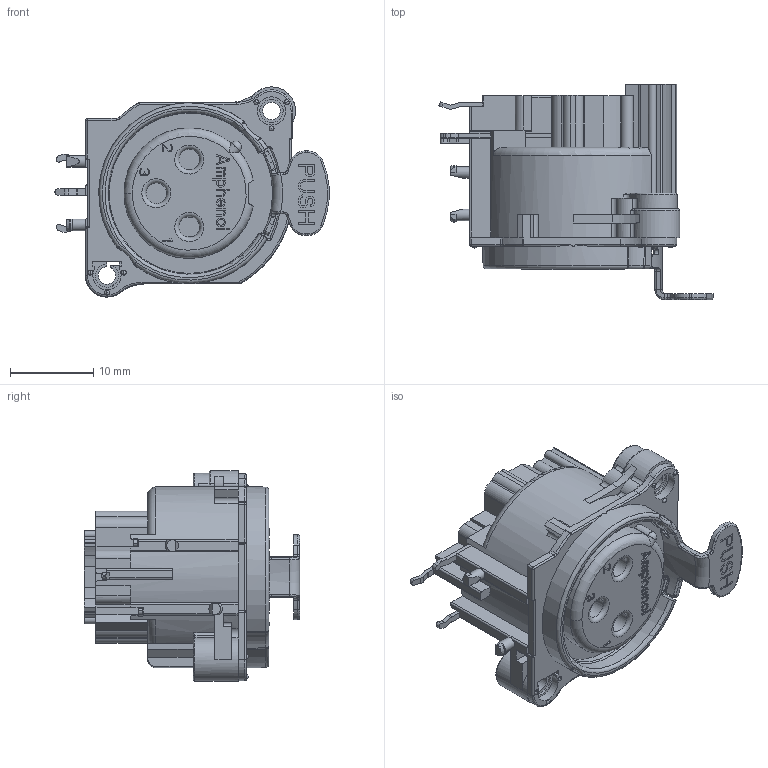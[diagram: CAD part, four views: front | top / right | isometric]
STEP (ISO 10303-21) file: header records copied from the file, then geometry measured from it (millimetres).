
FILE_DESCRIPTION(/* description */ (''),/* implementation_level */ '2;1');
FILE_NAME(/* name */ 'AC3FBH-AU-PRE simplified.stp',/* time_stamp */ '2025-07-07T22:51:07+10:00',/* author */ ('minh'),/* organization */ (''),/* preprocessor_version */ 'ST-DEVELOPER v19.2',/* originating_system */ 'Autodesk Inventor 2023',/* authorisation */ '');
FILE_SCHEMA (('AUTOMOTIVE_DESIGN { 1 0 10303 214 3 1 1 }'));
Length unit declared in the file: inch
Products named in the file (1): AC3FBH-AU-PRE simplified
Bounding box: 32.98 x 25.9 x 25.3 mm (x, y, z)
Volume: 7167.8 mm3; surface area: 4279.8 mm2
Topology: 1 solids, 5 shells, 1185 faces, 3286 edges, 2143 vertices
Faces by surface type: plane 842, cylinder 231, torus 55, bspline 34, sphere 12, cone 11
Full cylindrical faces by diameter (mm): 1.15 x2, 1.4 x2, 2.1 x1, 2.5 x3, 2.8 x2, 3.4 x1
Entity records: 41602 total; most frequent: CARTESIAN_POINT 9791, ORIENTED_EDGE 6572, DIRECTION 6200, EDGE_CURVE 3286, LINE 2390, VECTOR 2390, VERTEX_POINT 2143, AXIS2_PLACEMENT_3D 1905
